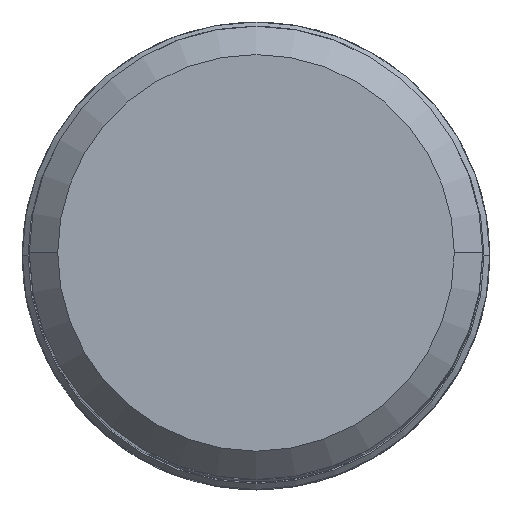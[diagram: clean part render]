
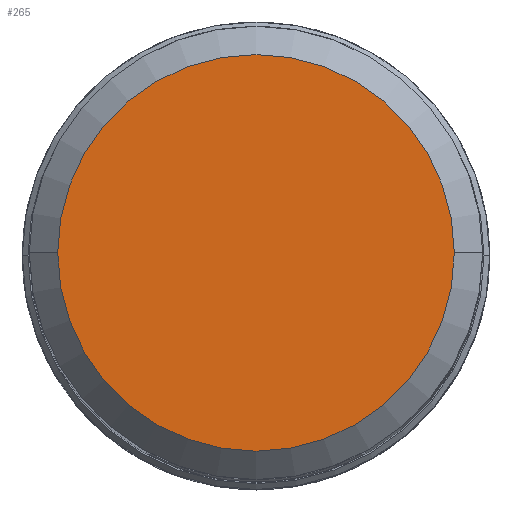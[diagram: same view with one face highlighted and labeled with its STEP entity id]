
A CAD part, top view. The second image highlights one B-rep face of the part: STEP entity #265.
In plain terms, the highlighted planar face has unit normal (0, 0, 1).
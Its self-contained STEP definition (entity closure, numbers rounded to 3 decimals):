
#111=PLANE('',#2667);
#265=ADVANCED_FACE('',(#416),#111,.T.);
#416=FACE_OUTER_BOUND('',#535,.T.);
#535=EDGE_LOOP('',(#1098,#1099));
#1098=ORIENTED_EDGE('',*,*,#2148,.T.);
#1099=ORIENTED_EDGE('',*,*,#2145,.T.);
#1856=VERTEX_POINT('',#3623);
#1857=VERTEX_POINT('',#3624);
#2145=EDGE_CURVE('',#1856,#1857,#2515,.T.);
#2148=EDGE_CURVE('',#1857,#1856,#2516,.T.);
#2515=CIRCLE('',#2664,7.);
#2516=CIRCLE('',#2666,7.);
#2664=AXIS2_PLACEMENT_3D('',#3622,#2925,#2926);
#2666=AXIS2_PLACEMENT_3D('',#3628,#2931,#2932);
#2667=AXIS2_PLACEMENT_3D('',#3629,#2933,#2934);
#2925=DIRECTION('',(0.,0.,1.));
#2926=DIRECTION('',(-1.,0.,0.));
#2931=DIRECTION('',(0.,0.,1.));
#2932=DIRECTION('',(-1.,0.,0.));
#2933=DIRECTION('',(0.,0.,1.));
#2934=DIRECTION('',(1.,0.,0.));
#3622=CARTESIAN_POINT('',(0.,0.,0.));
#3623=CARTESIAN_POINT('',(-7.,0.,0.));
#3624=CARTESIAN_POINT('',(7.,0.,0.));
#3628=CARTESIAN_POINT('',(0.,0.,0.));
#3629=CARTESIAN_POINT('',(0.,-3.,0.));
